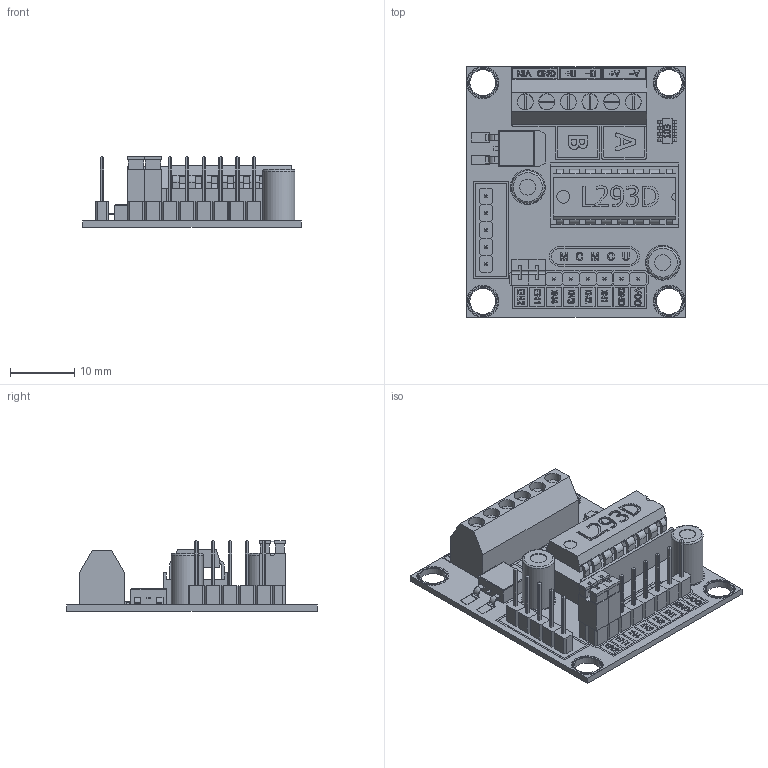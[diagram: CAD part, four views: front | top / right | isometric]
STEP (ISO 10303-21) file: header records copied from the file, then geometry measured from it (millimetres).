
FILE_DESCRIPTION(/* description */ (''),/* implementation_level */ '2;1');
FILE_NAME(/* name */ 'L293D Motor Driver .step',/* time_stamp */ '2022-06-04T22:32:42+05:30',/* author */ (''),/* organization */ (''),/* preprocessor_version */ 'ST-DEVELOPER v19',/* originating_system */ 'Autodesk Translation Framework v11.7.0.108',/* authorisation */ '');
FILE_SCHEMA (('AUTOMOTIVE_DESIGN { 1 0 10303 214 3 1 1 }'));
Products named in the file (1): L293D Motor Driver
Bounding box: 34 x 39 x 11 mm (x, y, z)
Volume: 4098.3 mm3; surface area: 5746.9 mm2
Topology: 3 solids, 3 shells, 2009 faces, 5434 edges, 3571 vertices
Faces by surface type: plane 1512, cylinder 438, bspline 51, torus 8
Full cylindrical faces by diameter (mm): 0.2 x2, 2 x1, 2.5 x8, 4 x4, 4.2 x4, 5 x6, 5.17 x2, 5.42 x2
Entity records: 63207 total; most frequent: CARTESIAN_POINT 11880, ORIENTED_EDGE 10868, DIRECTION 10206, EDGE_CURVE 5434, LINE 4376, VECTOR 4376, VERTEX_POINT 3571, AXIS2_PLACEMENT_3D 2915
